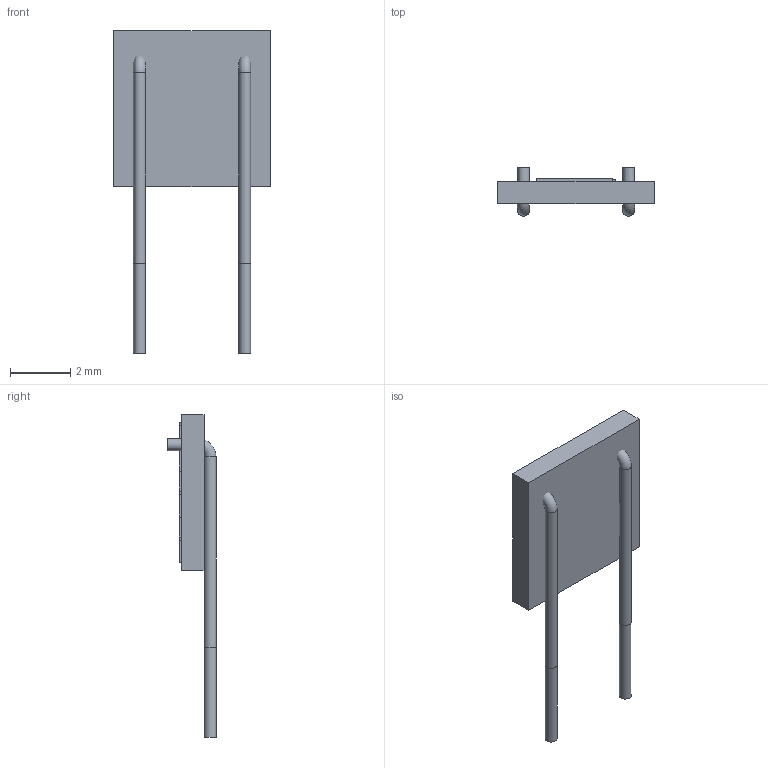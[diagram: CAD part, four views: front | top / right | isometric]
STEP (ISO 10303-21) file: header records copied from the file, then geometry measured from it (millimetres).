
FILE_DESCRIPTION(('FreeCAD Model'),'2;1');
FILE_NAME('R_LDR_5.2x5.2mm_P3.5mm_Horizontal.step','2018-01-27T13:33:04',( 'kicad StepUp'),('ksu MCAD'),'Open CASCADE STEP processor 6.8', 'FreeCAD','Unknown');
FILE_SCHEMA(('AUTOMOTIVE_DESIGN_CC2 { 1 2 10303 214 -1 1 5 4 }'));
Length unit declared in the file: millimetre
Products named in the file (1): R_LDR_5.2x5.2mm_P3.5mm_Horizontal
Bounding box: 5.2 x 1.6 x 10.75 mm (x, y, z)
Volume: 21.5 mm3; surface area: 105.2 mm2
Topology: 6 solids, 8 shells, 64 faces, 154 edges, 102 vertices
Faces by surface type: plane 56, cylinder 6, torus 2
Full cylindrical faces by diameter (mm): 0.4 x6
Entity records: 1244 total; most frequent: ORIENTED_EDGE 242, EDGE_CURVE 154, LINE 138, CARTESIAN_POINT 114, VERTEX_POINT 100, AXIS2_PLACEMENT_3D 75, ADVANCED_FACE 64, FACE_BOUND 64
